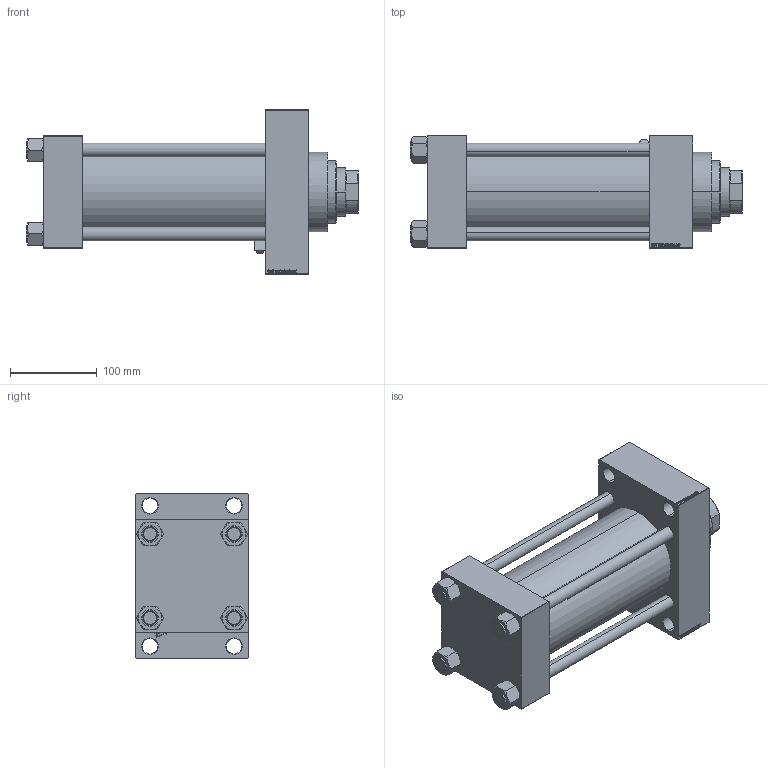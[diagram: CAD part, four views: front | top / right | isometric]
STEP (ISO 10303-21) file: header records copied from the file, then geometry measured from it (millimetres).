
FILE_DESCRIPTION (( 'STEP AP203' ), '1' );
FILE_NAME ('758f.STEP', '2024-02-06T13:13:33', ( '' ), ( '' ), 'SwSTEP 2.0', 'SolidWorks 2019', '' );
FILE_SCHEMA (( 'CONFIG_CONTROL_DESIGN' ));
Length unit declared in the file: millimetre
Products named in the file (7): V215CR_D_Body 62657bbf51987d62fd466e22bb18c62c; MSRF_MSRG1 62657bbf51987d62fd466e22bb18c62c; V215CR_D_TYCINKA 62657bbf51987d62fd466e22bb18c62c; 758f; V215CR_VCP_D 62657bbf51987d62fd466e22bb18c62c; NUT_M5_D 62657bbf51987d62fd466e22bb18c62c; V215_VC_A 62657bbf51987d62fd466e22bb18c62c
Assembly tree (12 placements, depth 2):
  758f
    V215CR_D_Body 62657bbf51987d62fd466e22bb18c62c
    V215CR_VCP_D 62657bbf51987d62fd466e22bb18c62c
    NUT_M5_D 62657bbf51987d62fd466e22bb18c62c  x4
    V215CR_D_TYCINKA 62657bbf51987d62fd466e22bb18c62c  x4
    V215_VC_A 62657bbf51987d62fd466e22bb18c62c
    MSRF_MSRG1 62657bbf51987d62fd466e22bb18c62c
Bounding box: 383 x 130 x 190 mm (x, y, z)
Volume: 3241556.7 mm3; surface area: 505616.8 mm2
Topology: 12 solids, 12 shells, 1184 faces, 2987 edges, 1941 vertices
Faces by surface type: plane 563, bspline 368, cone 142, cylinder 103, torus 8
Entity records: 48810 total; most frequent: CARTESIAN_POINT 25428, ORIENTED_EDGE 5238, DIRECTION 3421, EDGE_CURVE 2619, VERTEX_POINT 1719, VECTOR 1577, LINE 1577, EDGE_LOOP 1162
